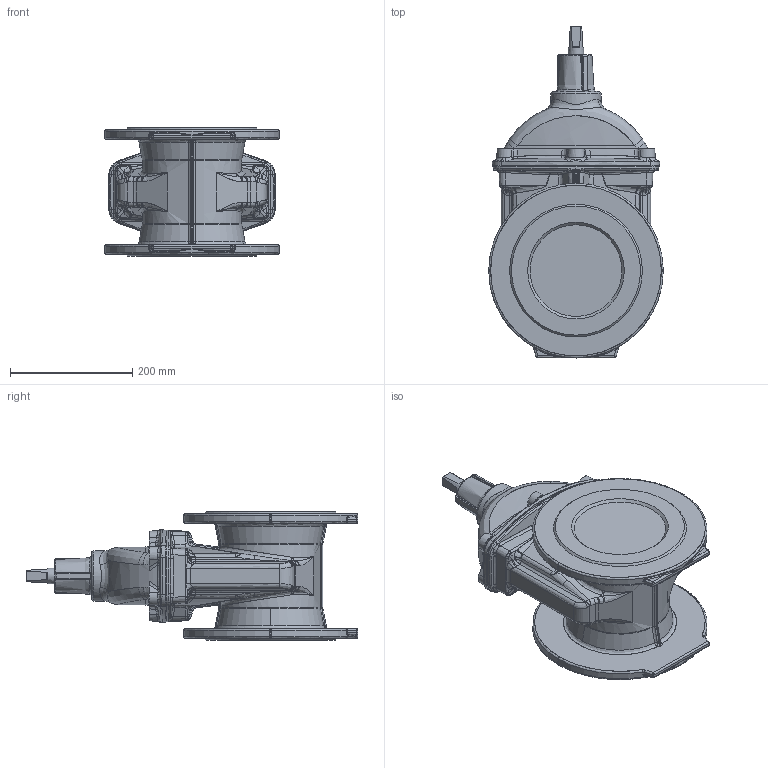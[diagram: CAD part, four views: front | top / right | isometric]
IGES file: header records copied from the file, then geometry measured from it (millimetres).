
Start section: SolidWorks IGES file using analytic representation for surfaces
Global section: file name: O_06_30_DN150_0146499_IGS.IGS; native system: SolidWorks 2012; preprocessor: SolidWorks 2012; author: pbm; date: 160523.092844; units: millimetre
Bounding box: 284.98 x 542.5 x 210 mm (x, y, z)
Surface area: 505966.6 mm2 (no closed solid volume)
Topology: 0 solids, 0 shells, 971 faces, 4603 edges, 4556 vertices
Faces by surface type: bspline 721, revolution 250
